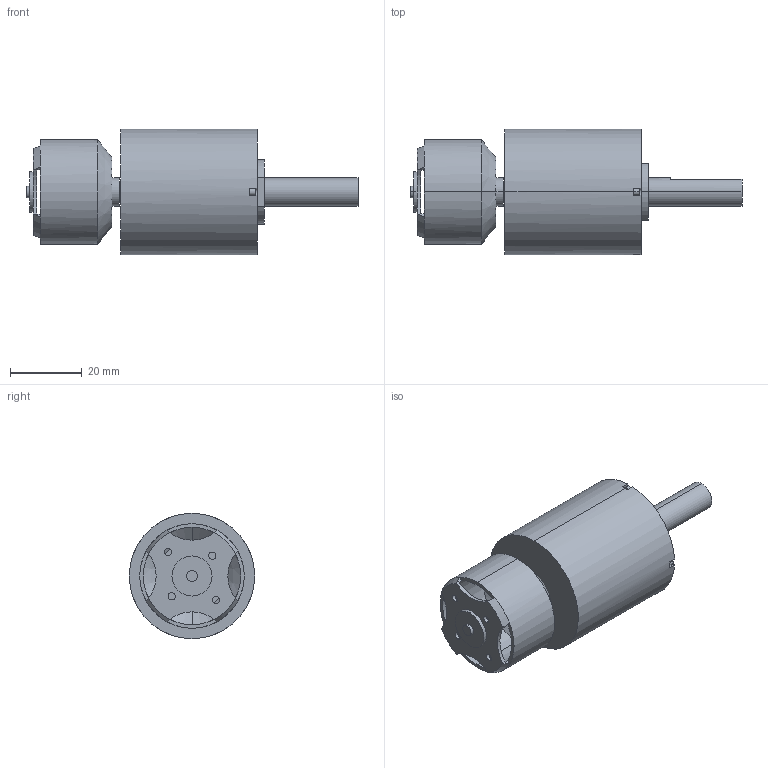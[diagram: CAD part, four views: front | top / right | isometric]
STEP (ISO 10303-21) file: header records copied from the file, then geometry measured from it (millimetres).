
FILE_DESCRIPTION (( 'STEP AP214' ), '1' );
FILE_NAME ('Motor geared BLDC 2.STEP', '2022-04-25T08:25:28', ( '' ), ( '' ), 'SwSTEP 2.0', 'SolidWorks 2021', '' );
FILE_SCHEMA (( 'AUTOMOTIVE_DESIGN' ));
Length unit declared in the file: millimetre
Products named in the file (1): Motor geared BLDC 2
Bounding box: 92.7 x 35 x 35 mm (x, y, z)
Volume: 12727.3 mm3; surface area: 17705 mm2
Topology: 2 solids, 2 shells, 166 faces, 441 edges, 280 vertices
Faces by surface type: cylinder 79, plane 73, cone 8, torus 6
Entity records: 5304 total; most frequent: CARTESIAN_POINT 966, DIRECTION 957, ORIENTED_EDGE 882, EDGE_CURVE 441, AXIS2_PLACEMENT_3D 375, VERTEX_POINT 280, CIRCLE 208, LINE 207
